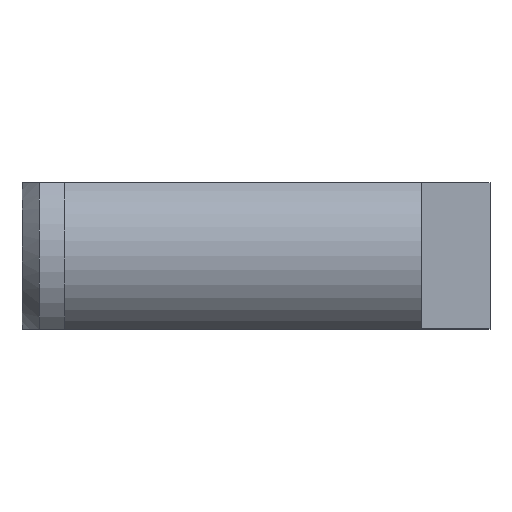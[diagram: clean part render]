
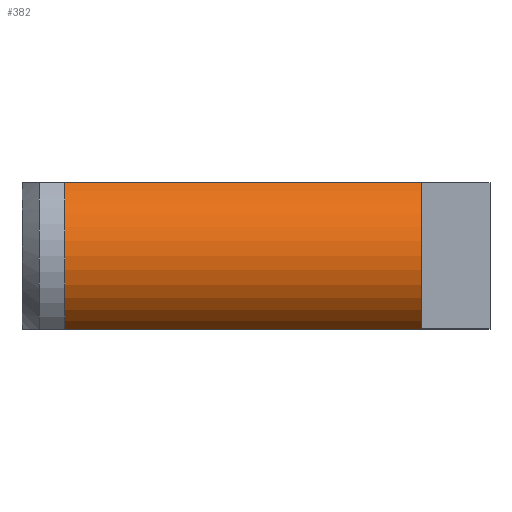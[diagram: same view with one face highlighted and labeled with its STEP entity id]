
A CAD part, top view. The second image highlights one B-rep face of the part: STEP entity #382.
In plain terms, the highlighted cylindrical face has radius 2.5 mm (diameter 5 mm), a partial arc.
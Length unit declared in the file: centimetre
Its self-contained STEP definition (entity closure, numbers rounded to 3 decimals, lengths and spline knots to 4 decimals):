
#41=LINE('',#564,#81);
#61=LINE('',#620,#101);
#81=VECTOR('',#445,1.);
#101=VECTOR('',#497,1.);
#115=CYLINDRICAL_SURFACE('',#413,0.25);
#128=FACE_OUTER_BOUND('',#148,.T.);
#148=EDGE_LOOP('',(#322,#323,#324,#325));
#164=CIRCLE('',#408,0.25);
#165=CIRCLE('',#414,0.25);
#183=VERTEX_POINT('',#561);
#184=VERTEX_POINT('',#563);
#196=VERTEX_POINT('',#599);
#201=VERTEX_POINT('',#619);
#221=EDGE_CURVE('',#184,#183,#41,.T.);
#239=EDGE_CURVE('',#183,#196,#164,.T.);
#248=EDGE_CURVE('',#201,#196,#61,.T.);
#249=EDGE_CURVE('',#184,#201,#165,.T.);
#322=ORIENTED_EDGE('',*,*,#239,.T.);
#323=ORIENTED_EDGE('',*,*,#248,.F.);
#324=ORIENTED_EDGE('',*,*,#249,.F.);
#325=ORIENTED_EDGE('',*,*,#221,.T.);
#382=ADVANCED_FACE('',(#128),#115,.T.);
#408=AXIS2_PLACEMENT_3D('',#601,#477,#478);
#413=AXIS2_PLACEMENT_3D('',#618,#495,#496);
#414=AXIS2_PLACEMENT_3D('',#621,#498,#499);
#445=DIRECTION('',(-1.,0.,0.));
#477=DIRECTION('center_axis',(1.,0.,0.));
#478=DIRECTION('ref_axis',(0.,0.,1.));
#495=DIRECTION('center_axis',(-1.,0.,0.));
#496=DIRECTION('ref_axis',(0.,0.,1.));
#497=DIRECTION('',(-1.,0.,0.));
#498=DIRECTION('center_axis',(1.,0.,0.));
#499=DIRECTION('ref_axis',(0.,0.,1.));
#561=CARTESIAN_POINT('',(-3.3,0.215,0.1276));
#563=CARTESIAN_POINT('',(-2.25,0.215,0.1276));
#564=CARTESIAN_POINT('',(-2.25,0.215,0.1276));
#599=CARTESIAN_POINT('',(-3.3,-0.215,0.1276));
#601=CARTESIAN_POINT('Origin',(-3.3,0.,0.));
#618=CARTESIAN_POINT('Origin',(-2.25,0.,0.));
#619=CARTESIAN_POINT('',(-2.25,-0.215,0.1276));
#620=CARTESIAN_POINT('',(-2.25,-0.215,0.1276));
#621=CARTESIAN_POINT('Origin',(-2.25,0.,0.));
